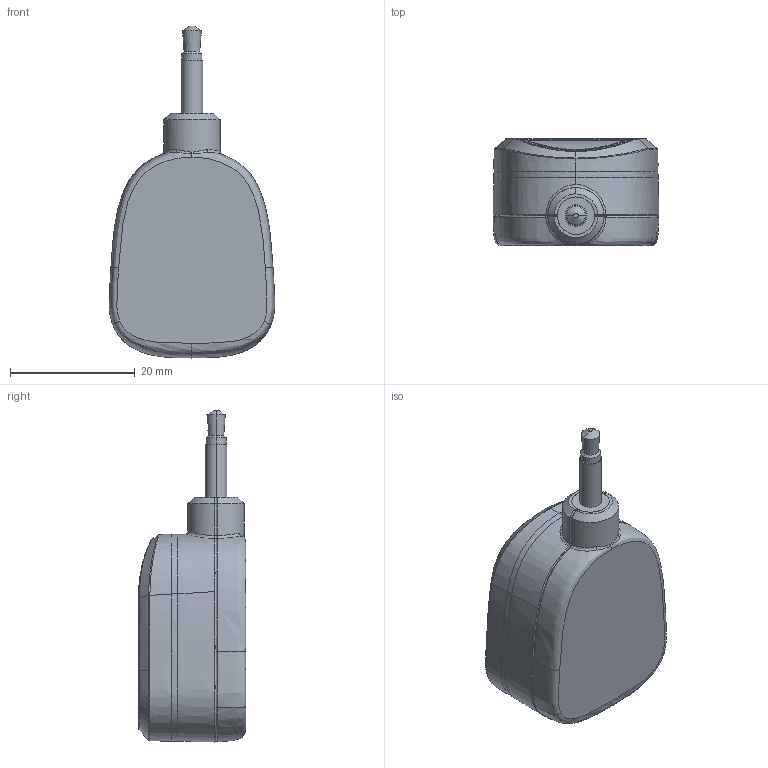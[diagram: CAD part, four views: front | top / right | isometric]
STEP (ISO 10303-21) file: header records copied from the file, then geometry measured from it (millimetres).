
FILE_DESCRIPTION (( 'STEP AP203' ), '1' );
FILE_NAME ('transmitter 7June2015.STEP', '2015-06-08T02:20:58', ( '' ), ( '' ), 'SwSTEP 2.0', 'SolidWorks 2013', '' );
FILE_SCHEMA (( 'CONFIG_CONTROL_DESIGN' ));
Length unit declared in the file: millimetre
Products named in the file (23): Imported14; Imported18; Imported7; Imported1-1; Imported5; Imported10; Imported17; Imported19; Imported20; Imported16; Imported13; Imported21; Imported4; Imported6; Imported9; Imported15; Imported12; Imported3; Imported11; Imported22; Imported8; Imported2; transmitter 7June2015
Assembly tree (22 placements, depth 2):
  transmitter 7June2015
    Imported1-1
    Imported13
    Imported3
    Imported12
    Imported10
    Imported9
    Imported8
    Imported7
    Imported2
    Imported6
    Imported16
    Imported5
    Imported15
    Imported4
    Imported22
    Imported19
    Imported14
    Imported21
    Imported20
    Imported11
    Imported17
    Imported18
Bounding box: 26.57 x 17.2 x 53.17 mm (x, y, z)
Volume: 6701.7 mm3; surface area: 14898.3 mm2
Topology: 22 solids, 22 shells, 2059 faces, 5548 edges, 3656 vertices
Faces by surface type: plane 1274, cylinder 560, bspline 189, cone 15, torus 12, sphere 9
Entity records: 88283 total; most frequent: CARTESIAN_POINT 34851, ORIENTED_EDGE 11076, DIRECTION 9816, EDGE_CURVE 5538, VECTOR 3870, LINE 3870, VERTEX_POINT 3653, AXIS2_PLACEMENT_3D 2973
